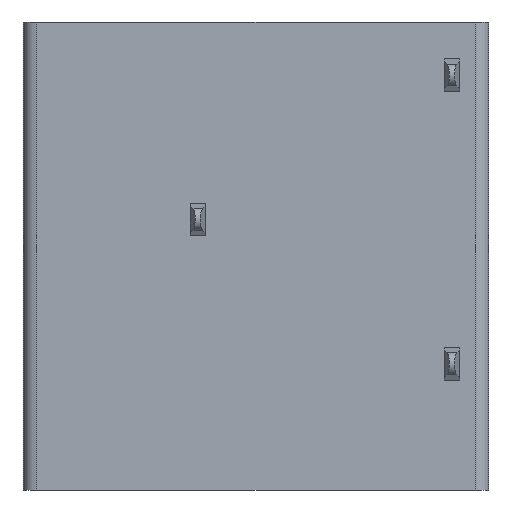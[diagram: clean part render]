
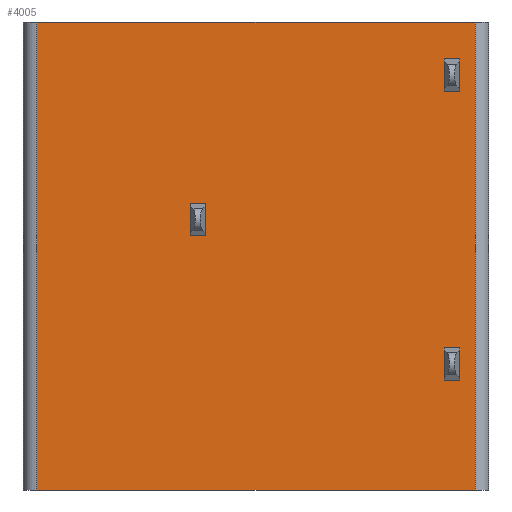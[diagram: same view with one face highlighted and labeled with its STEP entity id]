
A CAD part, front view. The second image highlights one B-rep face of the part: STEP entity #4005.
In plain terms, the highlighted planar face has unit normal (0, -1, 0).
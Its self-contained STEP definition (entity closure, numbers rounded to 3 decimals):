
#27=DIRECTION('',(1.,0.,0.));
#28=VECTOR('',#27,22.75);
#29=CARTESIAN_POINT('',(-11.375,-9.8,-3.75));
#30=LINE('',#29,#28);
#585=DIRECTION('',(1.,0.,0.));
#586=VECTOR('',#585,0.8);
#587=CARTESIAN_POINT('',(9.775,-9.8,3.65));
#588=LINE('',#587,#586);
#589=DIRECTION('',(0.,0.,1.));
#590=VECTOR('',#589,1.7);
#591=CARTESIAN_POINT('',(9.775,-9.8,1.95));
#592=LINE('',#591,#590);
#593=DIRECTION('',(1.,0.,0.));
#594=VECTOR('',#593,0.8);
#595=CARTESIAN_POINT('',(9.775,-9.8,1.95));
#596=LINE('',#595,#594);
#597=DIRECTION('',(0.,0.,1.));
#598=VECTOR('',#597,1.7);
#599=CARTESIAN_POINT('',(10.575,-9.8,1.95));
#600=LINE('',#599,#598);
#601=DIRECTION('',(1.,0.,0.));
#602=VECTOR('',#601,0.8);
#603=CARTESIAN_POINT('',(-3.425,-9.8,11.15));
#604=LINE('',#603,#602);
#605=DIRECTION('',(0.,0.,1.));
#606=VECTOR('',#605,1.7);
#607=CARTESIAN_POINT('',(-3.425,-9.8,9.45));
#608=LINE('',#607,#606);
#609=DIRECTION('',(1.,0.,0.));
#610=VECTOR('',#609,0.8);
#611=CARTESIAN_POINT('',(-3.425,-9.8,9.45));
#612=LINE('',#611,#610);
#613=DIRECTION('',(0.,0.,1.));
#614=VECTOR('',#613,1.7);
#615=CARTESIAN_POINT('',(-2.625,-9.8,9.45));
#616=LINE('',#615,#614);
#617=DIRECTION('',(1.,0.,0.));
#618=VECTOR('',#617,0.8);
#619=CARTESIAN_POINT('',(9.775,-9.8,18.65));
#620=LINE('',#619,#618);
#621=DIRECTION('',(0.,0.,1.));
#622=VECTOR('',#621,1.7);
#623=CARTESIAN_POINT('',(9.775,-9.8,16.95));
#624=LINE('',#623,#622);
#625=DIRECTION('',(1.,0.,0.));
#626=VECTOR('',#625,0.8);
#627=CARTESIAN_POINT('',(9.775,-9.8,16.95));
#628=LINE('',#627,#626);
#629=DIRECTION('',(0.,0.,1.));
#630=VECTOR('',#629,1.7);
#631=CARTESIAN_POINT('',(10.575,-9.8,16.95));
#632=LINE('',#631,#630);
#633=DIRECTION('',(0.,0.,-1.));
#634=VECTOR('',#633,24.3);
#635=CARTESIAN_POINT('',(11.375,-9.8,20.55));
#636=LINE('',#635,#634);
#637=DIRECTION('',(0.,0.,-1.));
#638=VECTOR('',#637,24.3);
#639=CARTESIAN_POINT('',(-11.375,-9.8,20.55));
#640=LINE('',#639,#638);
#2478=DIRECTION('',(1.,0.,0.));
#2479=VECTOR('',#2478,22.75);
#2480=CARTESIAN_POINT('',(-11.375,-9.8,20.55));
#2481=LINE('',#2480,#2479);
#2674=CARTESIAN_POINT('',(9.775,-9.8,3.65));
#2675=CARTESIAN_POINT('',(10.575,-9.8,3.65));
#2676=VERTEX_POINT('',#2674);
#2677=VERTEX_POINT('',#2675);
#2678=CARTESIAN_POINT('',(9.775,-9.8,1.95));
#2679=CARTESIAN_POINT('',(10.575,-9.8,1.95));
#2680=VERTEX_POINT('',#2678);
#2681=VERTEX_POINT('',#2679);
#2721=CARTESIAN_POINT('',(11.375,-9.8,-3.75));
#2723=VERTEX_POINT('',#2721);
#2724=CARTESIAN_POINT('',(11.375,-9.8,20.55));
#2725=VERTEX_POINT('',#2724);
#2728=CARTESIAN_POINT('',(-11.375,-9.8,-3.75));
#2730=VERTEX_POINT('',#2728);
#2734=CARTESIAN_POINT('',(-11.375,-9.8,20.55));
#2735=VERTEX_POINT('',#2734);
#2822=CARTESIAN_POINT('',(-3.425,-9.8,11.15));
#2823=CARTESIAN_POINT('',(-2.625,-9.8,11.15));
#2824=VERTEX_POINT('',#2822);
#2825=VERTEX_POINT('',#2823);
#2826=CARTESIAN_POINT('',(-3.425,-9.8,9.45));
#2827=CARTESIAN_POINT('',(-2.625,-9.8,9.45));
#2828=VERTEX_POINT('',#2826);
#2829=VERTEX_POINT('',#2827);
#2982=CARTESIAN_POINT('',(9.775,-9.8,18.65));
#2983=CARTESIAN_POINT('',(10.575,-9.8,18.65));
#2984=VERTEX_POINT('',#2982);
#2985=VERTEX_POINT('',#2983);
#2986=CARTESIAN_POINT('',(9.775,-9.8,16.95));
#2987=CARTESIAN_POINT('',(10.575,-9.8,16.95));
#2988=VERTEX_POINT('',#2986);
#2989=VERTEX_POINT('',#2987);
#3962=CARTESIAN_POINT('',(-12.075,-9.8,-3.75));
#3963=DIRECTION('',(0.,-1.,0.));
#3964=DIRECTION('',(1.,0.,0.));
#3965=AXIS2_PLACEMENT_3D('',#3962,#3963,#3964);
#3966=PLANE('',#3965);
#3967=ORIENTED_EDGE('',*,*,#3954,.T.);
#3968=ORIENTED_EDGE('',*,*,#3207,.F.);
#3970=ORIENTED_EDGE('',*,*,#3969,.F.);
#3972=ORIENTED_EDGE('',*,*,#3971,.T.);
#3973=EDGE_LOOP('',(#3967,#3968,#3970,#3972));
#3974=FACE_OUTER_BOUND('',#3973,.F.);
#3976=ORIENTED_EDGE('',*,*,#3975,.F.);
#3978=ORIENTED_EDGE('',*,*,#3977,.F.);
#3980=ORIENTED_EDGE('',*,*,#3979,.T.);
#3982=ORIENTED_EDGE('',*,*,#3981,.T.);
#3983=EDGE_LOOP('',(#3976,#3978,#3980,#3982));
#3984=FACE_BOUND('',#3983,.F.);
#3986=ORIENTED_EDGE('',*,*,#3985,.F.);
#3988=ORIENTED_EDGE('',*,*,#3987,.F.);
#3990=ORIENTED_EDGE('',*,*,#3989,.T.);
#3992=ORIENTED_EDGE('',*,*,#3991,.T.);
#3993=EDGE_LOOP('',(#3986,#3988,#3990,#3992));
#3994=FACE_BOUND('',#3993,.F.);
#3996=ORIENTED_EDGE('',*,*,#3995,.F.);
#3998=ORIENTED_EDGE('',*,*,#3997,.F.);
#4000=ORIENTED_EDGE('',*,*,#3999,.T.);
#4002=ORIENTED_EDGE('',*,*,#4001,.T.);
#4003=EDGE_LOOP('',(#3996,#3998,#4000,#4002));
#4004=FACE_BOUND('',#4003,.F.);
#3207=EDGE_CURVE('',#2730,#2723,#30,.T.);
#3954=EDGE_CURVE('',#2725,#2723,#636,.T.);
#3969=EDGE_CURVE('',#2735,#2730,#640,.T.);
#3971=EDGE_CURVE('',#2735,#2725,#2481,.T.);
#3975=EDGE_CURVE('',#2824,#2825,#604,.T.);
#3977=EDGE_CURVE('',#2828,#2824,#608,.T.);
#3979=EDGE_CURVE('',#2828,#2829,#612,.T.);
#3981=EDGE_CURVE('',#2829,#2825,#616,.T.);
#3985=EDGE_CURVE('',#2984,#2985,#620,.T.);
#3987=EDGE_CURVE('',#2988,#2984,#624,.T.);
#3989=EDGE_CURVE('',#2988,#2989,#628,.T.);
#3991=EDGE_CURVE('',#2989,#2985,#632,.T.);
#3995=EDGE_CURVE('',#2676,#2677,#588,.T.);
#3997=EDGE_CURVE('',#2680,#2676,#592,.T.);
#3999=EDGE_CURVE('',#2680,#2681,#596,.T.);
#4001=EDGE_CURVE('',#2681,#2677,#600,.T.);
#4005=ADVANCED_FACE('',(#3974,#3984,#3994,#4004),#3966,.T.);
